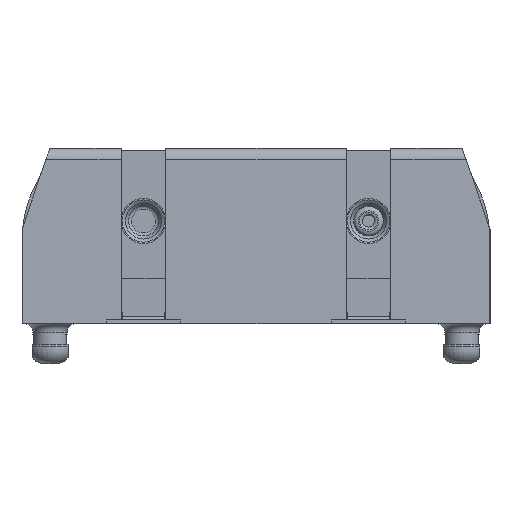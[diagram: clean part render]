
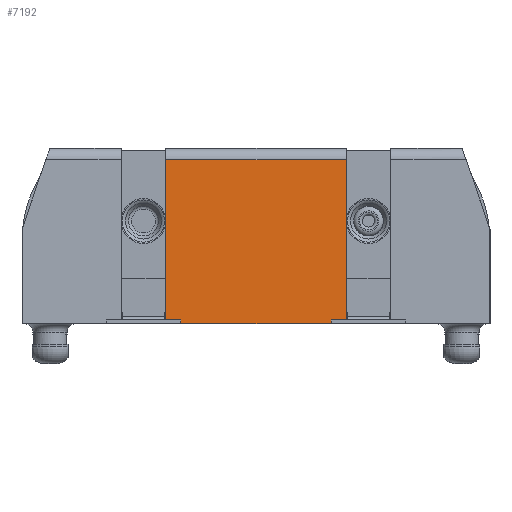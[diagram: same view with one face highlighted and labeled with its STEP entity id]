
A CAD part, left-side view. The second image highlights one B-rep face of the part: STEP entity #7192.
In plain terms, the highlighted planar face has unit normal (-1, 0, 0.018).
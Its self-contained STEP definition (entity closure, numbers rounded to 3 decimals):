
#742=ORIENTED_EDGE('',*,*,#2196,.F.);
#743=ORIENTED_EDGE('',*,*,#2174,.T.);
#744=ORIENTED_EDGE('',*,*,#2197,.F.);
#745=ORIENTED_EDGE('',*,*,#2198,.F.);
#2174=EDGE_CURVE('',#2907,#2905,#3440,.T.);
#2196=EDGE_CURVE('',#2907,#2924,#3459,.T.);
#2197=EDGE_CURVE('',#2925,#2905,#3460,.T.);
#2198=EDGE_CURVE('',#2924,#2925,#3461,.T.);
#2905=VERTEX_POINT('',#10034);
#2907=VERTEX_POINT('',#10037);
#2924=VERTEX_POINT('',#10085);
#2925=VERTEX_POINT('',#10087);
#3440=LINE('',#10036,#4073);
#3459=LINE('',#10084,#4092);
#3460=LINE('',#10086,#4093);
#3461=LINE('',#10088,#4094);
#4073=VECTOR('',#8374,1000.);
#4092=VECTOR('',#8409,1000.);
#4093=VECTOR('',#8410,1000.);
#4094=VECTOR('',#8411,1000.);
#4601=EDGE_LOOP('',(#742,#743,#744,#745));
#4966=FACE_BOUND('',#4601,.T.);
#5303=PLANE('',#7577);
#7192=ADVANCED_FACE('',(#4966),#5303,.F.);
#7577=AXIS2_PLACEMENT_3D('',#10083,#8407,#8408);
#8374=DIRECTION('',(0.,1.,0.));
#8407=DIRECTION('',(1.,0.,-0.017));
#8408=DIRECTION('',(-0.017,0.,-1.));
#8409=DIRECTION('',(-0.017,0.,-1.));
#8410=DIRECTION('',(0.017,0.,1.));
#8411=DIRECTION('',(0.,1.,0.));
#10034=CARTESIAN_POINT('',(-38.285,7.658,13.912));
#10036=CARTESIAN_POINT('',(-38.285,17.518,13.912));
#10037=CARTESIAN_POINT('',(-38.285,-7.658,13.912));
#10083=CARTESIAN_POINT('',(-38.268,17.518,14.91));
#10084=CARTESIAN_POINT('',(-38.268,-7.658,14.91));
#10085=CARTESIAN_POINT('',(-38.528,-7.658,0.001));
#10086=CARTESIAN_POINT('',(-38.268,7.658,14.91));
#10087=CARTESIAN_POINT('',(-38.528,7.658,0.001));
#10088=CARTESIAN_POINT('',(-38.528,17.518,0.001));
